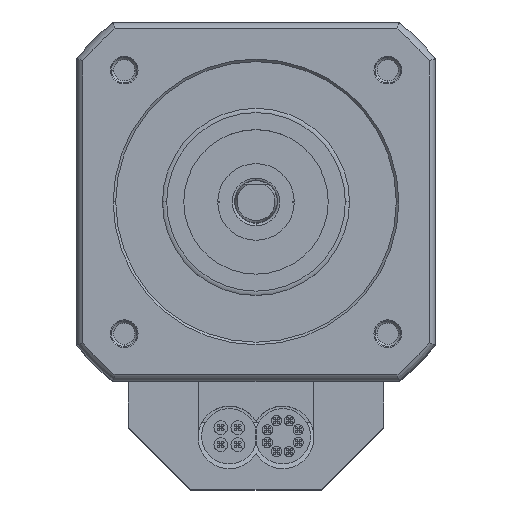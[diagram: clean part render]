
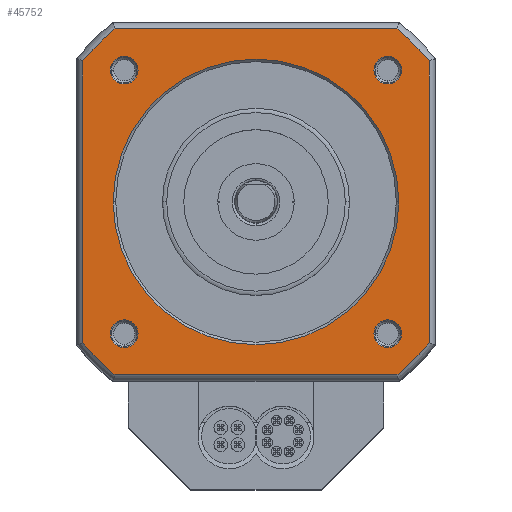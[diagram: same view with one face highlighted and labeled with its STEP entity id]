
A CAD part, top view. The second image highlights one B-rep face of the part: STEP entity #45752.
In plain terms, the highlighted face is planar.
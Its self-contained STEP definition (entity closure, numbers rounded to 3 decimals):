
#42430=CARTESIAN_POINT('',(0.,0.,0.2));
#42431=DIRECTION('',(0.,0.,-1.));
#42432=DIRECTION('',(-1.,0.,0.));
#42433=AXIS2_PLACEMENT_3D('',#42430,#42431,#42432);
#42448=CARTESIAN_POINT('',(-15.5,-15.5,0.2));
#42449=DIRECTION('',(0.,0.,-1.));
#42450=DIRECTION('',(-1.,0.,0.));
#42451=AXIS2_PLACEMENT_3D('',#42448,#42449,#42450);
#42470=CARTESIAN_POINT('',(-15.5,-15.5,0.2));
#42471=DIRECTION('',(0.,0.,-1.));
#42472=DIRECTION('',(1.,0.,0.));
#42473=AXIS2_PLACEMENT_3D('',#42470,#42471,#42472);
#42507=CARTESIAN_POINT('',(15.5,-15.5,0.2));
#42508=DIRECTION('',(0.,0.,-1.));
#42509=DIRECTION('',(0.,-1.,0.));
#42510=AXIS2_PLACEMENT_3D('',#42507,#42508,#42509);
#42521=CARTESIAN_POINT('',(15.5,-15.5,0.2));
#42522=DIRECTION('',(0.,0.,-1.));
#42523=DIRECTION('',(0.,1.,0.));
#42524=AXIS2_PLACEMENT_3D('',#42521,#42522,#42523);
#42576=CARTESIAN_POINT('',(15.5,15.5,0.2));
#42577=DIRECTION('',(0.,0.,-1.));
#42578=DIRECTION('',(1.,0.,0.));
#42579=AXIS2_PLACEMENT_3D('',#42576,#42577,#42578);
#42598=CARTESIAN_POINT('',(15.5,15.5,0.2));
#42599=DIRECTION('',(0.,0.,-1.));
#42600=DIRECTION('',(-1.,0.,0.));
#42601=AXIS2_PLACEMENT_3D('',#42598,#42599,#42600);
#42630=CARTESIAN_POINT('',(-15.5,15.5,0.2));
#42631=DIRECTION('',(0.,0.,-1.));
#42632=DIRECTION('',(0.,1.,0.));
#42633=AXIS2_PLACEMENT_3D('',#42630,#42631,#42632);
#42662=CARTESIAN_POINT('',(-15.5,15.5,0.2));
#42663=DIRECTION('',(0.,0.,-1.));
#42664=DIRECTION('',(0.,-1.,0.));
#42665=AXIS2_PLACEMENT_3D('',#42662,#42663,#42664);
#42695=CARTESIAN_POINT('',(0.,0.,0.2));
#42696=DIRECTION('',(0.,0.,-1.));
#42697=DIRECTION('',(1.,0.,0.));
#42698=AXIS2_PLACEMENT_3D('',#42695,#42696,#42697);
#42704=CARTESIAN_POINT('',(0.,0.,0.2));
#42705=DIRECTION('',(0.,0.,1.));
#42706=DIRECTION('',(0.775,0.632,0.));
#42707=AXIS2_PLACEMENT_3D('',#42704,#42705,#42706);
#42717=DIRECTION('',(0.,-1.,0.));
#42718=VECTOR('',#42717,33.161);
#42719=CARTESIAN_POINT('',(20.348,16.581,0.2));
#42720=LINE('',#42719,#42718);
#42729=CARTESIAN_POINT('',(0.,0.,0.2));
#42730=DIRECTION('',(0.,0.,1.));
#42731=DIRECTION('',(0.632,-0.775,0.));
#42732=AXIS2_PLACEMENT_3D('',#42729,#42730,#42731);
#42742=DIRECTION('',(-1.,0.,0.));
#42743=VECTOR('',#42742,33.161);
#42744=CARTESIAN_POINT('',(16.581,-20.348,0.2));
#42745=LINE('',#42744,#42743);
#42754=CARTESIAN_POINT('',(0.,0.,0.2));
#42755=DIRECTION('',(0.,0.,1.));
#42756=DIRECTION('',(-0.775,-0.632,0.));
#42757=AXIS2_PLACEMENT_3D('',#42754,#42755,#42756);
#42767=DIRECTION('',(0.,1.,0.));
#42768=VECTOR('',#42767,33.161);
#42769=CARTESIAN_POINT('',(-20.348,-16.581,0.2));
#42770=LINE('',#42769,#42768);
#42779=CARTESIAN_POINT('',(0.,0.,0.2));
#42780=DIRECTION('',(0.,0.,1.));
#42781=DIRECTION('',(-0.632,0.775,0.));
#42782=AXIS2_PLACEMENT_3D('',#42779,#42780,#42781);
#42792=DIRECTION('',(1.,0.,0.));
#42793=VECTOR('',#42792,33.161);
#42794=CARTESIAN_POINT('',(-16.581,20.348,0.2));
#42795=LINE('',#42794,#42793);
#43264=CARTESIAN_POINT('',(-17.13,-15.5,0.2));
#43265=CARTESIAN_POINT('',(-13.87,-15.5,0.2));
#43266=VERTEX_POINT('',#43264);
#43267=VERTEX_POINT('',#43265);
#43268=CARTESIAN_POINT('',(15.5,-17.13,0.2));
#43269=CARTESIAN_POINT('',(15.5,-13.87,0.2));
#43270=VERTEX_POINT('',#43268);
#43271=VERTEX_POINT('',#43269);
#43272=CARTESIAN_POINT('',(17.13,15.5,0.2));
#43273=CARTESIAN_POINT('',(13.87,15.5,0.2));
#43274=VERTEX_POINT('',#43272);
#43275=VERTEX_POINT('',#43273);
#43276=CARTESIAN_POINT('',(-15.5,17.13,0.2));
#43277=CARTESIAN_POINT('',(-15.5,13.87,0.2));
#43278=VERTEX_POINT('',#43276);
#43279=VERTEX_POINT('',#43277);
#43280=CARTESIAN_POINT('',(16.8,0.,0.2));
#43281=CARTESIAN_POINT('',(-16.8,0.,0.2));
#43282=VERTEX_POINT('',#43280);
#43283=VERTEX_POINT('',#43281);
#43284=CARTESIAN_POINT('',(20.348,16.581,0.2));
#43285=CARTESIAN_POINT('',(16.581,20.348,0.2));
#43286=VERTEX_POINT('',#43284);
#43287=VERTEX_POINT('',#43285);
#43288=CARTESIAN_POINT('',(-16.581,20.348,0.2));
#43289=VERTEX_POINT('',#43288);
#43290=CARTESIAN_POINT('',(-20.348,16.581,0.2));
#43291=VERTEX_POINT('',#43290);
#43292=CARTESIAN_POINT('',(-20.348,-16.581,0.2));
#43293=VERTEX_POINT('',#43292);
#43294=CARTESIAN_POINT('',(-16.581,-20.348,0.2));
#43295=VERTEX_POINT('',#43294);
#43296=CARTESIAN_POINT('',(16.581,-20.348,0.2));
#43297=VERTEX_POINT('',#43296);
#43298=CARTESIAN_POINT('',(20.348,-16.581,0.2));
#43299=VERTEX_POINT('',#43298);
#45700=CARTESIAN_POINT('',(0.,0.,0.2));
#45701=DIRECTION('',(0.,0.,-1.));
#45702=DIRECTION('',(-1.,0.,0.));
#45703=AXIS2_PLACEMENT_3D('',#45700,#45701,#45702);
#45704=PLANE('',#45703);
#45706=ORIENTED_EDGE('',*,*,#45705,.T.);
#45708=ORIENTED_EDGE('',*,*,#45707,.F.);
#45710=ORIENTED_EDGE('',*,*,#45709,.T.);
#45712=ORIENTED_EDGE('',*,*,#45711,.F.);
#45714=ORIENTED_EDGE('',*,*,#45713,.T.);
#45716=ORIENTED_EDGE('',*,*,#45715,.F.);
#45718=ORIENTED_EDGE('',*,*,#45717,.T.);
#45720=ORIENTED_EDGE('',*,*,#45719,.F.);
#45721=EDGE_LOOP('',(#45706,#45708,#45710,#45712,#45714,#45716,#45718,#45720));
#45722=FACE_OUTER_BOUND('',#45721,.F.);
#45724=ORIENTED_EDGE('',*,*,#45723,.T.);
#45726=ORIENTED_EDGE('',*,*,#45725,.T.);
#45727=EDGE_LOOP('',(#45724,#45726));
#45728=FACE_BOUND('',#45727,.F.);
#45730=ORIENTED_EDGE('',*,*,#45729,.T.);
#45732=ORIENTED_EDGE('',*,*,#45731,.T.);
#45733=EDGE_LOOP('',(#45730,#45732));
#45734=FACE_BOUND('',#45733,.F.);
#45736=ORIENTED_EDGE('',*,*,#45735,.T.);
#45738=ORIENTED_EDGE('',*,*,#45737,.T.);
#45739=EDGE_LOOP('',(#45736,#45738));
#45740=FACE_BOUND('',#45739,.F.);
#45742=ORIENTED_EDGE('',*,*,#45741,.T.);
#45743=ORIENTED_EDGE('',*,*,#45690,.T.);
#45744=EDGE_LOOP('',(#45742,#45743));
#45745=FACE_BOUND('',#45744,.F.);
#45747=ORIENTED_EDGE('',*,*,#45746,.T.);
#45749=ORIENTED_EDGE('',*,*,#45748,.T.);
#45750=EDGE_LOOP('',(#45747,#45749));
#45751=FACE_BOUND('',#45750,.F.);
#45752=ADVANCED_FACE('',(#45722,#45728,#45734,#45740,#45745,#45751),#45704,.T.);
#42434=CIRCLE('',#42433,16.8);
#42452=CIRCLE('',#42451,1.63);
#42474=CIRCLE('',#42473,1.63);
#42511=CIRCLE('',#42510,1.63);
#42525=CIRCLE('',#42524,1.63);
#42580=CIRCLE('',#42579,1.63);
#42602=CIRCLE('',#42601,1.63);
#42634=CIRCLE('',#42633,1.63);
#42666=CIRCLE('',#42665,1.63);
#42699=CIRCLE('',#42698,16.8);
#42708=CIRCLE('',#42707,26.248);
#42733=CIRCLE('',#42732,26.248);
#42758=CIRCLE('',#42757,26.248);
#42783=CIRCLE('',#42782,26.248);
#45690=EDGE_CURVE('',#43283,#43282,#42434,.T.);
#45705=EDGE_CURVE('',#43286,#43287,#42708,.T.);
#45707=EDGE_CURVE('',#43289,#43287,#42795,.T.);
#45709=EDGE_CURVE('',#43289,#43291,#42783,.T.);
#45711=EDGE_CURVE('',#43293,#43291,#42770,.T.);
#45713=EDGE_CURVE('',#43293,#43295,#42758,.T.);
#45715=EDGE_CURVE('',#43297,#43295,#42745,.T.);
#45717=EDGE_CURVE('',#43297,#43299,#42733,.T.);
#45719=EDGE_CURVE('',#43286,#43299,#42720,.T.);
#45723=EDGE_CURVE('',#43270,#43271,#42511,.T.);
#45725=EDGE_CURVE('',#43271,#43270,#42525,.T.);
#45729=EDGE_CURVE('',#43274,#43275,#42580,.T.);
#45731=EDGE_CURVE('',#43275,#43274,#42602,.T.);
#45735=EDGE_CURVE('',#43278,#43279,#42634,.T.);
#45737=EDGE_CURVE('',#43279,#43278,#42666,.T.);
#45741=EDGE_CURVE('',#43282,#43283,#42699,.T.);
#45746=EDGE_CURVE('',#43266,#43267,#42452,.T.);
#45748=EDGE_CURVE('',#43267,#43266,#42474,.T.);
